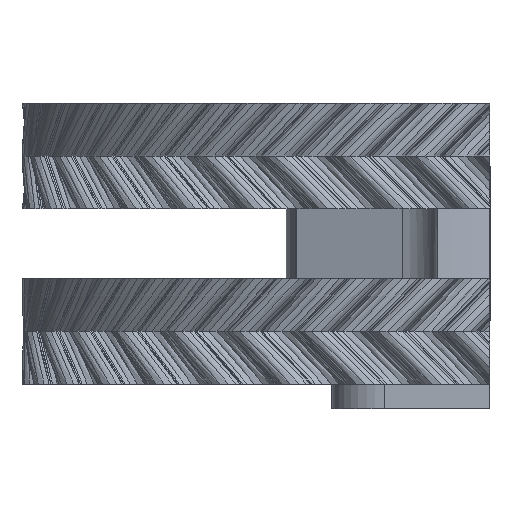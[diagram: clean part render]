
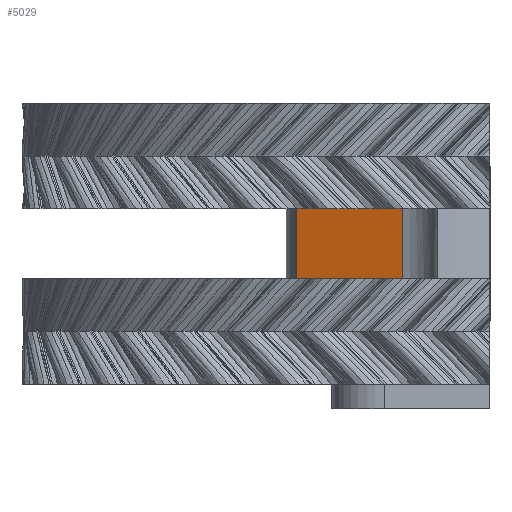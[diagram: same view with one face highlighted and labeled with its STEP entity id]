
A CAD part, left-side view. The second image highlights one B-rep face of the part: STEP entity #5029.
In plain terms, the highlighted planar face has unit normal (-0.943, 0.333, 0).
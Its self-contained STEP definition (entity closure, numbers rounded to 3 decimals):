
#614=CARTESIAN_POINT('',(47.374,12.5,-5.));
#615=VERTEX_POINT('',#614);
#622=CARTESIAN_POINT('',(47.374,12.5,5.));
#623=VERTEX_POINT('',#622);
#624=CARTESIAN_POINT('',(47.374,12.5,-5.));
#625=DIRECTION('',(0.0,0.0,1.0));
#626=VECTOR('',#625,10.);
#627=LINE('',#624,#626);
#628=EDGE_CURVE('',#615,#623,#627,.T.);
#1907=CARTESIAN_POINT('',(42.071,-2.5,-5.));
#1908=VERTEX_POINT('',#1907);
#1916=CARTESIAN_POINT('',(47.374,12.5,-5.));
#1917=DIRECTION('',(-0.333,-0.943,0.));
#1918=VECTOR('',#1917,15.91);
#1919=LINE('',#1916,#1918);
#1920=EDGE_CURVE('',#615,#1908,#1919,.T.);
#4991=CARTESIAN_POINT('',(42.071,-2.5,5.));
#4992=VERTEX_POINT('',#4991);
#5000=CARTESIAN_POINT('',(42.071,-2.5,-5.));
#5001=DIRECTION('',(0.0,0.0,1.0));
#5002=VECTOR('',#5001,10.);
#5003=LINE('',#5000,#5002);
#5004=EDGE_CURVE('',#1908,#4992,#5003,.T.);
#5013=CARTESIAN_POINT('',(47.374,12.5,0.0));
#5014=DIRECTION('',(-0.943,0.333,0.0));
#5015=DIRECTION('',(-0.333,-0.943,0.0));
#5016=AXIS2_PLACEMENT_3D('',#5013,#5014,#5015);
#5017=PLANE('',#5016);
#5018=ORIENTED_EDGE('',*,*,#1920,.T.);
#5019=ORIENTED_EDGE('',*,*,#5004,.T.);
#5020=CARTESIAN_POINT('',(47.374,12.5,5.));
#5021=DIRECTION('',(-0.333,-0.943,0.));
#5022=VECTOR('',#5021,15.91);
#5023=LINE('',#5020,#5022);
#5024=EDGE_CURVE('',#623,#4992,#5023,.T.);
#5025=ORIENTED_EDGE('',*,*,#5024,.F.);
#5026=ORIENTED_EDGE('',*,*,#628,.F.);
#5027=EDGE_LOOP('',(#5018,#5019,#5025,#5026));
#5028=FACE_OUTER_BOUND('',#5027,.T.);
#5029=ADVANCED_FACE('',(#5028),#5017,.T.);
